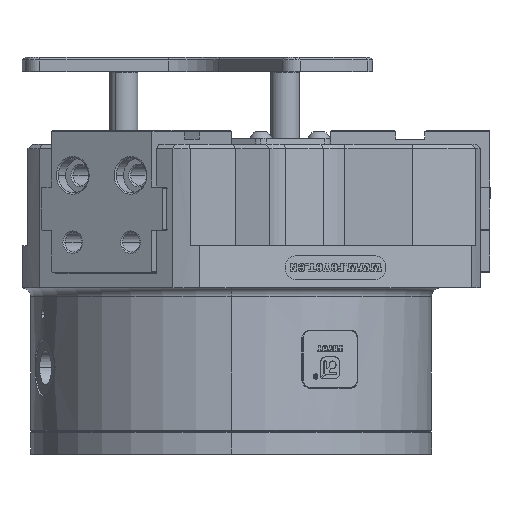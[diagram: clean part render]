
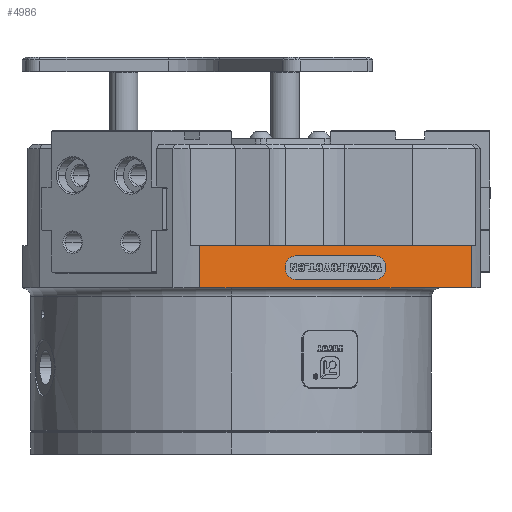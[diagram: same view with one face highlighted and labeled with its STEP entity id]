
A CAD part, left-side view. The second image highlights one B-rep face of the part: STEP entity #4986.
In plain terms, the highlighted face is planar.
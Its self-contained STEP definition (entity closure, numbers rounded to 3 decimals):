
#1442 = CARTESIAN_POINT ( 'NONE',  ( 72.354, -18.679, 42.5 ) ) ;
#1851 = VERTEX_POINT ( 'NONE', #10124 ) ;
#3531 = VERTEX_POINT ( 'NONE', #23710 ) ;
#4158 = ORIENTED_EDGE ( 'NONE', *, *, #66578, .F. ) ;
#4493 = VERTEX_POINT ( 'NONE', #16051 ) ;
#4986 = ADVANCED_FACE ( 'NONE', ( #43173, #60716 ), #61174, .F. ) ;
#5573 = LINE ( 'NONE', #56227, #21215 ) ;
#8267 = CARTESIAN_POINT ( 'NONE',  ( 35.354, -82.765, 99. ) ) ;
#8533 = CARTESIAN_POINT ( 'NONE',  ( 54.354, -49.856, 42.5 ) ) ;
#8620 = ORIENTED_EDGE ( 'NONE', *, *, #19549, .F. ) ;
#8733 = EDGE_LOOP ( 'NONE', ( #67810, #8620, #70094, #51821, #69319 ) ) ;
#10114 = DIRECTION ( 'NONE',  ( -0.5, -0.866, 0. ) ) ;
#10124 = CARTESIAN_POINT ( 'NONE',  ( 62.354, -36., 49.5 ) ) ;
#10665 = LINE ( 'NONE', #57088, #26371 ) ;
#10686 = DIRECTION ( 'NONE',  ( 0.5, 0.866, 0. ) ) ;
#11909 = CARTESIAN_POINT ( 'NONE',  ( 89.354, 10.765, 35. ) ) ;
#12039 = VERTEX_POINT ( 'NONE', #21295 ) ;
#14156 = VECTOR ( 'NONE', #38030, 1000. ) ;
#14203 = DIRECTION ( 'NONE',  ( -0.5, -0.866, 0. ) ) ;
#14477 = DIRECTION ( 'NONE',  ( 0.5, 0.866, 0. ) ) ;
#15492 = EDGE_CURVE ( 'NONE', #4493, #70535, #32466, .T. ) ;
#15579 = DIRECTION ( 'NONE',  ( 0.5, 0.866, 0. ) ) ;
#15678 = ORIENTED_EDGE ( 'NONE', *, *, #32912, .T. ) ;
#16051 = CARTESIAN_POINT ( 'NONE',  ( 35.354, -82.765, 35. ) ) ;
#16338 = CARTESIAN_POINT ( 'NONE',  ( 70.354, -22.144, 38.5 ) ) ;
#16718 = CARTESIAN_POINT ( 'NONE',  ( 35.354, -82.765, 99. ) ) ;
#17952 = ORIENTED_EDGE ( 'NONE', *, *, #15492, .T. ) ;
#19549 = EDGE_CURVE ( 'NONE', #41968, #54013, #50035, .T. ) ;
#21215 = VECTOR ( 'NONE', #26811, 1000. ) ;
#21295 = CARTESIAN_POINT ( 'NONE',  ( 35.354, -82.765, 49.5 ) ) ;
#21918 = EDGE_LOOP ( 'NONE', ( #45723, #15678, #48437, #17952, #4158 ) ) ;
#22535 = VERTEX_POINT ( 'NONE', #70606 ) ;
#22697 = EDGE_CURVE ( 'NONE', #3531, #22535, #45095, .T. ) ;
#23710 = CARTESIAN_POINT ( 'NONE',  ( 54.354, -49.856, 38.5 ) ) ;
#24383 = LINE ( 'NONE', #16718, #55778 ) ;
#26371 = VECTOR ( 'NONE', #10114, 1000. ) ;
#26374 = EDGE_CURVE ( 'NONE', #74323, #1851, #66104, .T. ) ;
#26811 = DIRECTION ( 'NONE',  ( 0., 0., -1. ) ) ;
#28586 = AXIS2_PLACEMENT_3D ( 'NONE', #64812, #29424, #70723 ) ;
#29424 = DIRECTION ( 'NONE',  ( 0.866, -0.5, 0. ) ) ;
#29497 = DIRECTION ( 'NONE',  ( -0.5, -0.866, 0. ) ) ;
#29591 = AXIS2_PLACEMENT_3D ( 'NONE', #8533, #49819, #14477 ) ;
#31597 = DIRECTION ( 'NONE',  ( 0.866, -0.5, 0. ) ) ;
#32466 = LINE ( 'NONE', #62827, #44472 ) ;
#32912 = EDGE_CURVE ( 'NONE', #1851, #12039, #55676, .T. ) ;
#35431 = CARTESIAN_POINT ( 'NONE',  ( 115.432, 55.934, 49.5 ) ) ;
#37053 = CARTESIAN_POINT ( 'NONE',  ( 54.354, -49.856, 46.5 ) ) ;
#38030 = DIRECTION ( 'NONE',  ( -0.5, -0.866, 0. ) ) ;
#40438 = VERTEX_POINT ( 'NONE', #37053 ) ;
#41125 = VECTOR ( 'NONE', #29497, 1000. ) ;
#41968 = VERTEX_POINT ( 'NONE', #1442 ) ;
#43173 = FACE_BOUND ( 'NONE', #8733, .T. ) ;
#43669 = AXIS2_PLACEMENT_3D ( 'NONE', #67006, #31597, #72927 ) ;
#44472 = VECTOR ( 'NONE', #15579, 1000. ) ;
#44659 = EDGE_CURVE ( 'NONE', #40438, #3531, #54994, .T. ) ;
#45095 = LINE ( 'NONE', #16338, #55207 ) ;
#45723 = ORIENTED_EDGE ( 'NONE', *, *, #26374, .T. ) ;
#48078 = AXIS2_PLACEMENT_3D ( 'NONE', #8267, #49579, #14203 ) ;
#48208 = CARTESIAN_POINT ( 'NONE',  ( 89.354, 10.765, 49.5 ) ) ;
#48437 = ORIENTED_EDGE ( 'NONE', *, *, #55610, .T. ) ;
#49579 = DIRECTION ( 'NONE',  ( -0.866, 0.5, 0. ) ) ;
#49819 = DIRECTION ( 'NONE',  ( 0.866, -0.5, 0. ) ) ;
#50035 = CIRCLE ( 'NONE', #43669, 4. ) ;
#51821 = ORIENTED_EDGE ( 'NONE', *, *, #22697, .F. ) ;
#54013 = VERTEX_POINT ( 'NONE', #63616 ) ;
#54994 = CIRCLE ( 'NONE', #29591, 4. ) ;
#55207 = VECTOR ( 'NONE', #10686, 1000. ) ;
#55610 = EDGE_CURVE ( 'NONE', #12039, #4493, #24383, .T. ) ;
#55676 = LINE ( 'NONE', #73413, #14156 ) ;
#55778 = VECTOR ( 'NONE', #58025, 1000. ) ;
#56227 = CARTESIAN_POINT ( 'NONE',  ( 89.354, 10.765, 99. ) ) ;
#57088 = CARTESIAN_POINT ( 'NONE',  ( 70.354, -22.144, 46.5 ) ) ;
#57640 = EDGE_CURVE ( 'NONE', #22535, #41968, #73142, .T. ) ;
#58025 = DIRECTION ( 'NONE',  ( 0., 0., -1. ) ) ;
#60716 = FACE_OUTER_BOUND ( 'NONE', #21918, .T. ) ;
#61174 = PLANE ( 'NONE',  #48078 ) ;
#62827 = CARTESIAN_POINT ( 'NONE',  ( 35.354, -82.765, 35. ) ) ;
#63616 = CARTESIAN_POINT ( 'NONE',  ( 70.354, -22.144, 46.5 ) ) ;
#64812 = CARTESIAN_POINT ( 'NONE',  ( 70.354, -22.144, 42.5 ) ) ;
#66104 = LINE ( 'NONE', #35431, #41125 ) ;
#66578 = EDGE_CURVE ( 'NONE', #74323, #70535, #5573, .T. ) ;
#67006 = CARTESIAN_POINT ( 'NONE',  ( 70.354, -22.144, 42.5 ) ) ;
#67810 = ORIENTED_EDGE ( 'NONE', *, *, #70437, .F. ) ;
#69319 = ORIENTED_EDGE ( 'NONE', *, *, #44659, .F. ) ;
#70094 = ORIENTED_EDGE ( 'NONE', *, *, #57640, .F. ) ;
#70437 = EDGE_CURVE ( 'NONE', #54013, #40438, #10665, .T. ) ;
#70535 = VERTEX_POINT ( 'NONE', #11909 ) ;
#70606 = CARTESIAN_POINT ( 'NONE',  ( 70.354, -22.144, 38.5 ) ) ;
#70723 = DIRECTION ( 'NONE',  ( 0.5, 0.866, 0. ) ) ;
#72927 = DIRECTION ( 'NONE',  ( 0.5, 0.866, 0. ) ) ;
#73142 = CIRCLE ( 'NONE', #28586, 4. ) ;
#73413 = CARTESIAN_POINT ( 'NONE',  ( 115.432, 55.934, 49.5 ) ) ;
#74323 = VERTEX_POINT ( 'NONE', #48208 ) ;
